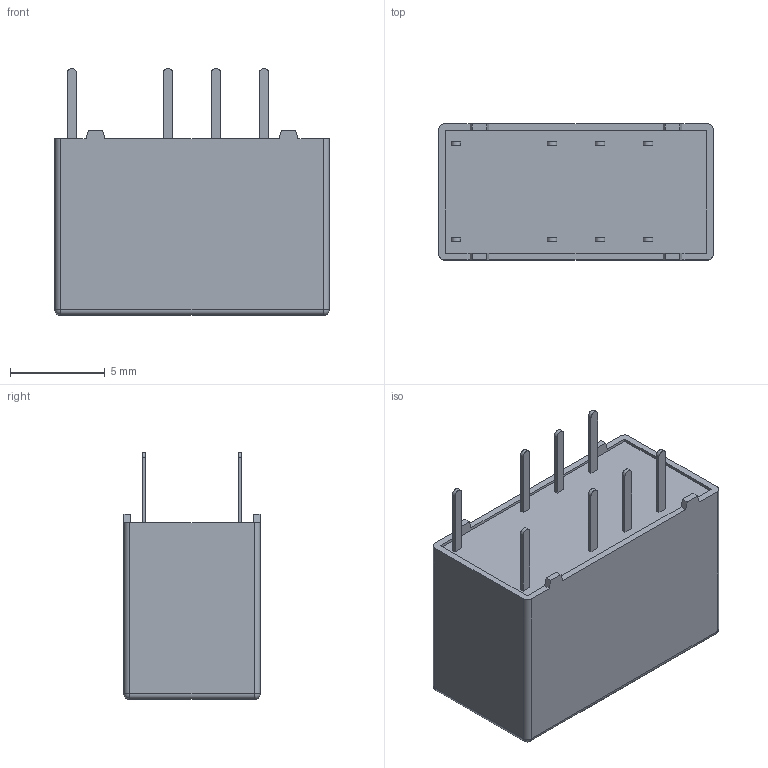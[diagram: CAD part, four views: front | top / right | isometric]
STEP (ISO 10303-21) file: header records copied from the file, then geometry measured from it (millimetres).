
FILE_DESCRIPTION((''),'2;1');
FILE_NAME('C-1-1393788-6','2012-12-27T',('workeradm'),('Tyco Electronics Ltd.'),'PRO/ENGINEER BY PARAMETRIC TECHNOLOGY CORPORATION, 2010430','PRO/ENGINEER BY PARAMETRIC TECHNOLOGY CORPORATION, 2010430','');
FILE_SCHEMA(('AUTOMOTIVE_DESIGN { 1 0 10303 214 1 1 1 1 }'));
Length unit declared in the file: millimetre
Products named in the file (1): C-1-1393788-6
Bounding box: 14.5 x 7.2 x 13.05 mm (x, y, z)
Volume: 964.7 mm3; surface area: 656.6 mm2
Topology: 1 solids, 1 shells, 78 faces, 192 edges, 124 vertices
Faces by surface type: plane 58, cylinder 16, sphere 4
Entity records: 3140 total; most frequent: CARTESIAN_POINT 396, ORIENTED_EDGE 384, DIRECTION 380, PRESENTATION_STYLE_ASSIGNMENT 193, STYLED_ITEM 193, CURVE_STYLE 192, EDGE_CURVE 192, VECTOR 160
